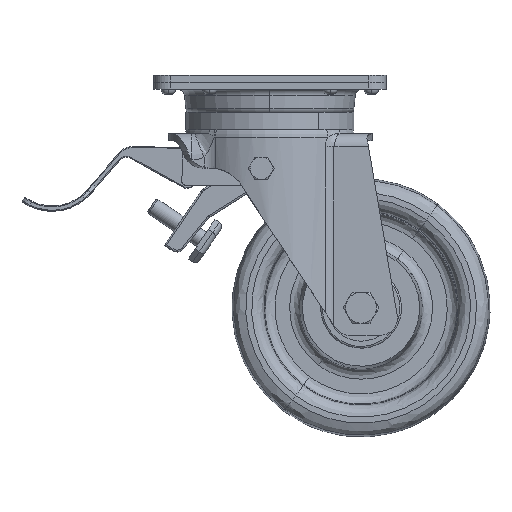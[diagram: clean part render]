
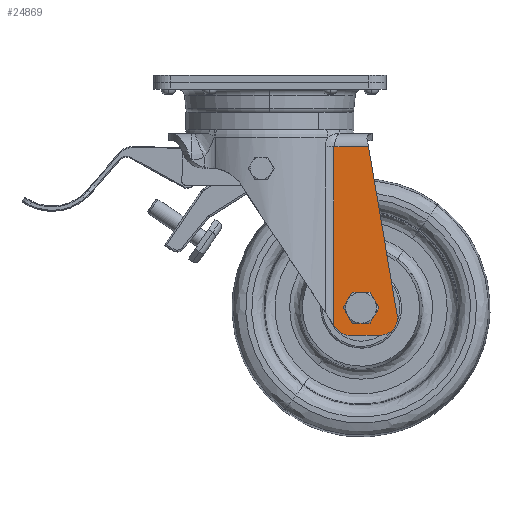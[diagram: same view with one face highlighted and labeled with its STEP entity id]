
A CAD part, top view. The second image highlights one B-rep face of the part: STEP entity #24869.
In plain terms, the highlighted planar face has unit normal (0, 0, 1).
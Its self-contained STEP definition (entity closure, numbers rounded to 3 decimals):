
#272 = EDGE_CURVE ( 'NONE', #22252, #39458, #36890, .T. ) ;
#441 = DIRECTION ( 'NONE',  ( 0., -1., 0. ) ) ;
#602 = VERTEX_POINT ( 'NONE', #1250 ) ;
#1250 = CARTESIAN_POINT ( 'NONE',  ( 37.229, -41.5, 35. ) ) ;
#1935 = FACE_OUTER_BOUND ( 'NONE', #4008, .T. ) ;
#2454 = EDGE_CURVE ( 'NONE', #8521, #20067, #39944, .T. ) ;
#2787 = DIRECTION ( 'NONE',  ( -0.168, 0.986, 0. ) ) ;
#2943 = CARTESIAN_POINT ( 'NONE',  ( 0., -34., 35. ) ) ;
#3332 = CARTESIAN_POINT ( 'NONE',  ( 57.282, -41.5, 35. ) ) ;
#4008 = EDGE_LOOP ( 'NONE', ( #13565, #9206, #32503, #37734, #22879, #8732, #12492 ) ) ;
#4239 = CARTESIAN_POINT ( 'NONE',  ( 53., -135., 35. ) ) ;
#5216 = LINE ( 'NONE', #8310, #23169 ) ;
#6065 = DIRECTION ( 'NONE',  ( 0., 1., 0. ) ) ;
#6406 = EDGE_CURVE ( 'NONE', #20067, #8521, #12669, .T. ) ;
#6585 = CARTESIAN_POINT ( 'NONE',  ( 76., -151., 35. ) ) ;
#6661 = AXIS2_PLACEMENT_3D ( 'NONE', #12243, #37324, #24791 ) ;
#7298 = CIRCLE ( 'NONE', #6661, 10. ) ;
#7529 = DIRECTION ( 'NONE',  ( 0., -1., 0. ) ) ;
#7932 = LINE ( 'NONE', #39144, #12804 ) ;
#8310 = CARTESIAN_POINT ( 'NONE',  ( 35.004, -41.5, 35. ) ) ;
#8521 = VERTEX_POINT ( 'NONE', #24137 ) ;
#8732 = ORIENTED_EDGE ( 'NONE', *, *, #21245, .T. ) ;
#9206 = ORIENTED_EDGE ( 'NONE', *, *, #39834, .T. ) ;
#9465 = CARTESIAN_POINT ( 'NONE',  ( 53., -135., 35. ) ) ;
#9844 = VERTEX_POINT ( 'NONE', #24406 ) ;
#11596 = ORIENTED_EDGE ( 'NONE', *, *, #6406, .F. ) ;
#12165 = DIRECTION ( 'NONE',  ( 0., 1., 0. ) ) ;
#12243 = CARTESIAN_POINT ( 'NONE',  ( 64.146, -141., 35. ) ) ;
#12492 = ORIENTED_EDGE ( 'NONE', *, *, #272, .T. ) ;
#12496 = EDGE_CURVE ( 'NONE', #13749, #9844, #15126, .T. ) ;
#12669 = CIRCLE ( 'NONE', #21889, 6.25 ) ;
#12804 = VECTOR ( 'NONE', #36680, 1000. ) ;
#13565 = ORIENTED_EDGE ( 'NONE', *, *, #32290, .T. ) ;
#13749 = VERTEX_POINT ( 'NONE', #28472 ) ;
#13858 = LINE ( 'NONE', #38735, #15439 ) ;
#14856 = PLANE ( 'NONE',  #35952 ) ;
#15126 = CIRCLE ( 'NONE', #34280, 10. ) ;
#15439 = VECTOR ( 'NONE', #26407, 1000. ) ;
#16312 = CARTESIAN_POINT ( 'NONE',  ( 46.371, -141., 35. ) ) ;
#17929 = FACE_BOUND ( 'NONE', #20301, .T. ) ;
#18596 = VERTEX_POINT ( 'NONE', #30165 ) ;
#20067 = VERTEX_POINT ( 'NONE', #24101 ) ;
#20301 = EDGE_LOOP ( 'NONE', ( #30573, #11596 ) ) ;
#20807 = DIRECTION ( 'NONE',  ( -1., 0., 0. ) ) ;
#21245 = EDGE_CURVE ( 'NONE', #24756, #22252, #7298, .T. ) ;
#21889 = AXIS2_PLACEMENT_3D ( 'NONE', #9465, #32051, #441 ) ;
#22252 = VERTEX_POINT ( 'NONE', #28431 ) ;
#22879 = ORIENTED_EDGE ( 'NONE', *, *, #32750, .T. ) ;
#23169 = VECTOR ( 'NONE', #20807, 1000. ) ;
#23316 = CARTESIAN_POINT ( 'NONE',  ( 64.146, -151., 35. ) ) ;
#24101 = CARTESIAN_POINT ( 'NONE',  ( 53., -128.75, 35. ) ) ;
#24137 = CARTESIAN_POINT ( 'NONE',  ( 53., -141.25, 35. ) ) ;
#24406 = CARTESIAN_POINT ( 'NONE',  ( 46.371, -151., 35. ) ) ;
#24756 = VERTEX_POINT ( 'NONE', #23316 ) ;
#24778 = DIRECTION ( 'NONE',  ( 0., 0., 1. ) ) ;
#24791 = DIRECTION ( 'NONE',  ( 0., 1., 0. ) ) ;
#24869 = ADVANCED_FACE ( 'NONE', ( #17929, #1935 ), #14856, .F. ) ;
#25143 = VECTOR ( 'NONE', #34938, 1000. ) ;
#26407 = DIRECTION ( 'NONE',  ( 0.552, -0.834, 0. ) ) ;
#28431 = CARTESIAN_POINT ( 'NONE',  ( 74.003, -139.315, 35. ) ) ;
#28472 = CARTESIAN_POINT ( 'NONE',  ( 38.034, -146.523, 35. ) ) ;
#29332 = DIRECTION ( 'NONE',  ( 0., 0., 1. ) ) ;
#29514 = VECTOR ( 'NONE', #2787, 1000. ) ;
#30165 = CARTESIAN_POINT ( 'NONE',  ( 37.229, -145.308, 35. ) ) ;
#30573 = ORIENTED_EDGE ( 'NONE', *, *, #2454, .F. ) ;
#30856 = LINE ( 'NONE', #6585, #25143 ) ;
#30941 = CARTESIAN_POINT ( 'NONE',  ( 56., -34., 35. ) ) ;
#31423 = AXIS2_PLACEMENT_3D ( 'NONE', #4239, #29332, #7529 ) ;
#31697 = DIRECTION ( 'NONE',  ( 0., 0., -1. ) ) ;
#32051 = DIRECTION ( 'NONE',  ( 0., 0., 1. ) ) ;
#32290 = EDGE_CURVE ( 'NONE', #39458, #602, #5216, .T. ) ;
#32503 = ORIENTED_EDGE ( 'NONE', *, *, #39709, .T. ) ;
#32750 = EDGE_CURVE ( 'NONE', #9844, #24756, #30856, .T. ) ;
#34280 = AXIS2_PLACEMENT_3D ( 'NONE', #16312, #24778, #6065 ) ;
#34938 = DIRECTION ( 'NONE',  ( 1., 0., 0. ) ) ;
#35952 = AXIS2_PLACEMENT_3D ( 'NONE', #2943, #31697, #12165 ) ;
#36680 = DIRECTION ( 'NONE',  ( 0., -1., 0. ) ) ;
#36890 = LINE ( 'NONE', #30941, #29514 ) ;
#37324 = DIRECTION ( 'NONE',  ( 0., 0., 1. ) ) ;
#37734 = ORIENTED_EDGE ( 'NONE', *, *, #12496, .T. ) ;
#38735 = CARTESIAN_POINT ( 'NONE',  ( -25.373, -50.809, 35. ) ) ;
#39144 = CARTESIAN_POINT ( 'NONE',  ( 37.229, -140.875, 35. ) ) ;
#39458 = VERTEX_POINT ( 'NONE', #3332 ) ;
#39709 = EDGE_CURVE ( 'NONE', #18596, #13749, #13858, .T. ) ;
#39834 = EDGE_CURVE ( 'NONE', #602, #18596, #7932, .T. ) ;
#39944 = CIRCLE ( 'NONE', #31423, 6.25 ) ;
